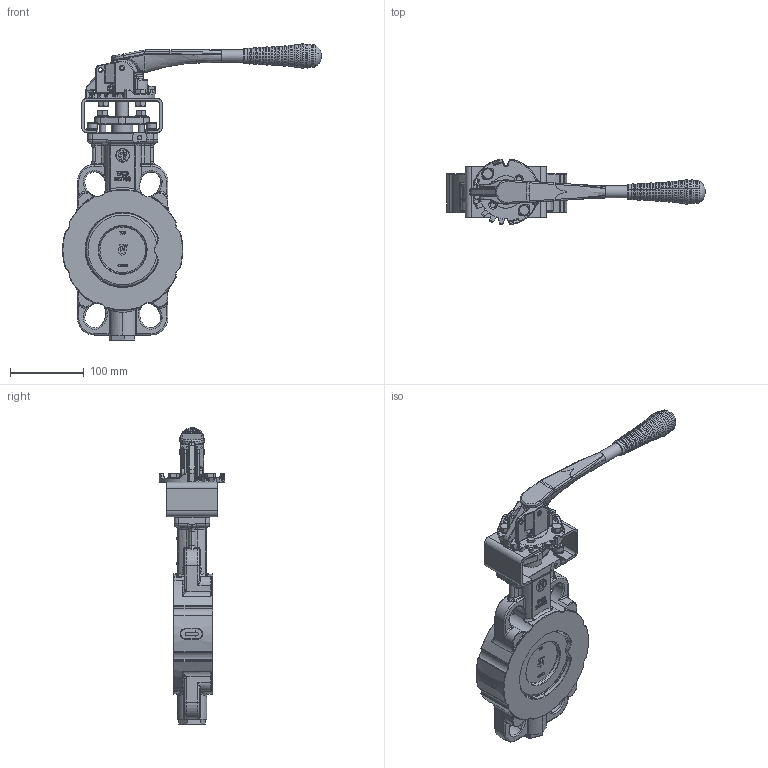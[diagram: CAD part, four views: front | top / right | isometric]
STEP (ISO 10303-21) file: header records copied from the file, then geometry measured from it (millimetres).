
FILE_DESCRIPTION(('HOOPS Exchange Step'),'2;1');
FILE_NAME('AK11_DN100_PN10-40-ANSI150-300_Hebel.stp','2024-11-22T09:55:35+01:00',('nieru'),('Unknown organisation'),'HOOPS Exchange 2024.2','HOOPS Exchange','Unknown authorisation');
FILE_SCHEMA( ('AP203_CONFIGURATION_CONTROLLED_3D_DESIGN_OF_MECHANICAL_PARTS_AND_ASSEMBLIES_MIM_LF') );
Length unit declared in the file: millimetre
Products named in the file (9): 0; root
Assembly tree (8 placements, depth 4):
  root
    0
    0
      0
        0
      0
        0
      0
        0
Bounding box: 350.79 x 89.18 x 401.75 mm (x, y, z)
Volume: 1292374 mm3; surface area: 294603.1 mm2
Topology: 50 solids, 50 shells, 3046 faces, 7413 edges, 4419 vertices
Faces by surface type: bspline 1055, cylinder 840, plane 522, torus 360, cone 212, sphere 57
Full cylindrical faces by diameter (mm): 3.325 x1, 4.812 x1, 5 x1, 5.661 x1, 6.8 x4, 8 x8, 8.487 x2, 9 x14, 9.199 x1, 9.5 x1, 13 x4, 14.8 x4, 15 x1, 15.643 x2, 16 x3, 16.82 x2, 20 x4, 21 x3, 29.274 x1, 102 x2, 104 x2, 123.52 x1
Entity records: 255977 total; most frequent: CARTESIAN_POINT 192695, ORIENTED_EDGE 14610, DIRECTION 10358, EDGE_CURVE 7305, VERTEX_POINT 4419, AXIS2_PLACEMENT_3D 4215, EDGE_LOOP 3200, FACE_BOUND 3200
